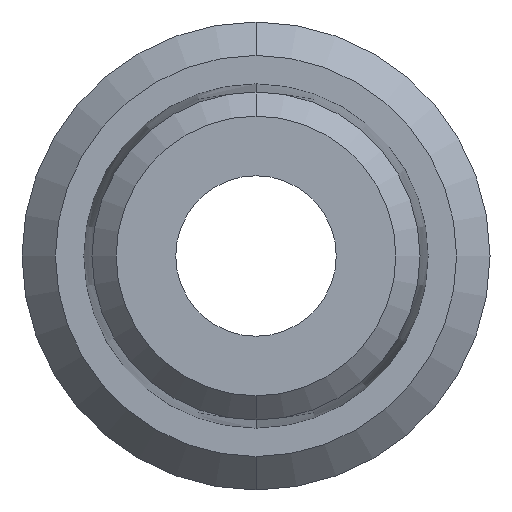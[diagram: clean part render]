
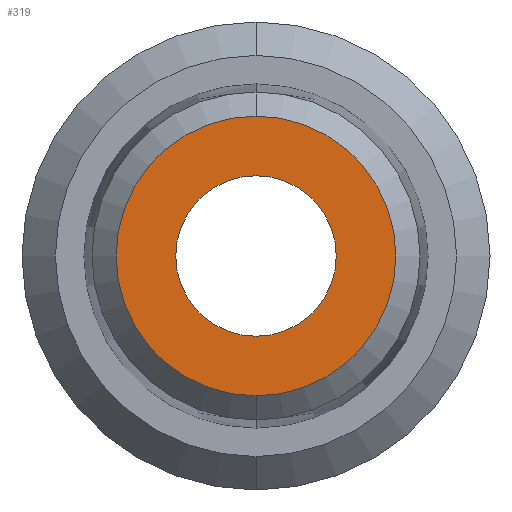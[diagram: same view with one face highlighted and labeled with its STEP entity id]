
A CAD part, front view. The second image highlights one B-rep face of the part: STEP entity #319.
In plain terms, the highlighted planar face has unit normal (0, -1, 0).
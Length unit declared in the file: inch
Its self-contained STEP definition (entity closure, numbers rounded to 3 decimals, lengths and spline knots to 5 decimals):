
#1 = EDGE_CURVE ( 'NONE', #475, #390, #463, .T. ) ;
#2 = FACE_BOUND ( 'NONE', #1113, .T. ) ;
#21 = CARTESIAN_POINT ( 'NONE',  ( 0., 0., 0.16474 ) ) ;
#50 = VERTEX_POINT ( 'NONE', #947 ) ;
#76 = CARTESIAN_POINT ( 'NONE',  ( 0., 0., 0. ) ) ;
#80 = CARTESIAN_POINT ( 'NONE',  ( -0.12961, 0., 0. ) ) ;
#86 = CARTESIAN_POINT ( 'NONE',  ( 0., 0., -0.16474 ) ) ;
#88 = CIRCLE ( 'NONE', #1005, 0.09449 ) ;
#94 = DIRECTION ( 'NONE',  ( 0., 0., -1. ) ) ;
#155 = DIRECTION ( 'NONE',  ( 0., -1., 0. ) ) ;
#175 = FACE_OUTER_BOUND ( 'NONE', #290, .T. ) ;
#235 = CARTESIAN_POINT ( 'NONE',  ( 0., 0., 0. ) ) ;
#290 = EDGE_LOOP ( 'NONE', ( #759, #574 ) ) ;
#319 = ADVANCED_FACE ( 'NONE', ( #2, #175 ), #965, .T. ) ;
#364 = CIRCLE ( 'NONE', #704, 0.16474 ) ;
#371 = CARTESIAN_POINT ( 'NONE',  ( 0., 0., 0. ) ) ;
#387 = VERTEX_POINT ( 'NONE', #1127 ) ;
#390 = VERTEX_POINT ( 'NONE', #86 ) ;
#396 = DIRECTION ( 'NONE',  ( 0., 1., 0. ) ) ;
#431 = DIRECTION ( 'NONE',  ( 0., 1., 0. ) ) ;
#463 = CIRCLE ( 'NONE', #913, 0.16474 ) ;
#475 = VERTEX_POINT ( 'NONE', #21 ) ;
#531 = CARTESIAN_POINT ( 'NONE',  ( 0., 0., 0. ) ) ;
#552 = DIRECTION ( 'NONE',  ( 0., 0., 1. ) ) ;
#559 = EDGE_CURVE ( 'NONE', #50, #387, #889, .T. ) ;
#574 = ORIENTED_EDGE ( 'NONE', *, *, #1121, .F. ) ;
#654 = ORIENTED_EDGE ( 'NONE', *, *, #1009, .T. ) ;
#681 = DIRECTION ( 'NONE',  ( 0., 1., 0. ) ) ;
#704 = AXIS2_PLACEMENT_3D ( 'NONE', #235, #1117, #1014 ) ;
#756 = AXIS2_PLACEMENT_3D ( 'NONE', #531, #431, #966 ) ;
#759 = ORIENTED_EDGE ( 'NONE', *, *, #1, .F. ) ;
#794 = DIRECTION ( 'NONE',  ( 0., 0., 1. ) ) ;
#858 = AXIS2_PLACEMENT_3D ( 'NONE', #80, #155, #94 ) ;
#889 = CIRCLE ( 'NONE', #756, 0.09449 ) ;
#913 = AXIS2_PLACEMENT_3D ( 'NONE', #76, #681, #794 ) ;
#947 = CARTESIAN_POINT ( 'NONE',  ( 0., 0., 0.09449 ) ) ;
#965 = PLANE ( 'NONE',  #858 ) ;
#966 = DIRECTION ( 'NONE',  ( 0., 0., 1. ) ) ;
#1005 = AXIS2_PLACEMENT_3D ( 'NONE', #371, #396, #552 ) ;
#1009 = EDGE_CURVE ( 'NONE', #387, #50, #88, .T. ) ;
#1014 = DIRECTION ( 'NONE',  ( 0., 0., 1. ) ) ;
#1088 = ORIENTED_EDGE ( 'NONE', *, *, #559, .T. ) ;
#1113 = EDGE_LOOP ( 'NONE', ( #1088, #654 ) ) ;
#1117 = DIRECTION ( 'NONE',  ( 0., 1., 0. ) ) ;
#1121 = EDGE_CURVE ( 'NONE', #390, #475, #364, .T. ) ;
#1127 = CARTESIAN_POINT ( 'NONE',  ( 0., 0., -0.09449 ) ) ;
